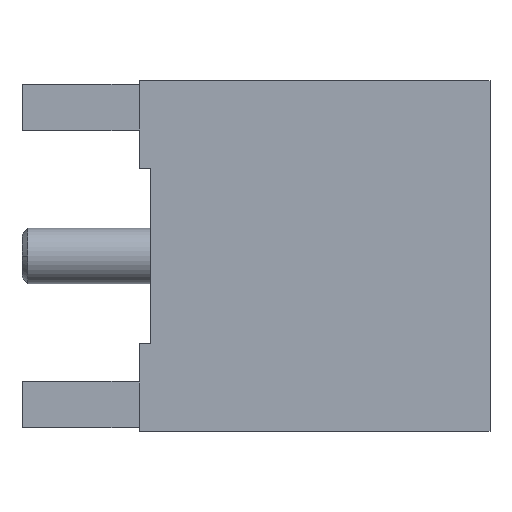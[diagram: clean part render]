
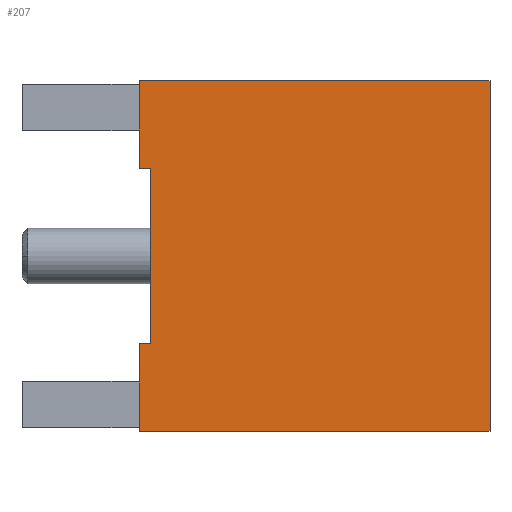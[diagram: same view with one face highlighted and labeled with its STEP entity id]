
A CAD part, front view. The second image highlights one B-rep face of the part: STEP entity #207.
In plain terms, the highlighted planar face has unit normal (0, -1, 0).
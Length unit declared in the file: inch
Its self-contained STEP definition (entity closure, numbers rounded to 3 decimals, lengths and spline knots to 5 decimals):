
#70 = CARTESIAN_POINT ( 'NONE',  ( -0.23622, -0.11811, 0.11811 ) ) ;
#90 = VECTOR ( 'NONE', #1745, 39.37008 ) ;
#207 = ADVANCED_FACE ( 'NONE', ( #5465 ), #5406, .T. ) ;
#266 = CARTESIAN_POINT ( 'NONE',  ( 0., -0.11811, 0. ) ) ;
#309 = CARTESIAN_POINT ( 'NONE',  ( -0.23622, -0.11811, -0.11811 ) ) ;
#504 = LINE ( 'NONE', #4746, #1702 ) ;
#537 = ORIENTED_EDGE ( 'NONE', *, *, #4602, .T. ) ;
#553 = EDGE_CURVE ( 'NONE', #6108, #2653, #2700, .T. ) ;
#555 = EDGE_CURVE ( 'NONE', #6108, #3119, #5162, .T. ) ;
#657 = DIRECTION ( 'NONE',  ( 0., 0., 1. ) ) ;
#894 = CARTESIAN_POINT ( 'NONE',  ( -0.23622, -0.11811, 0. ) ) ;
#940 = CARTESIAN_POINT ( 'NONE',  ( 0., -0.11811, -0.11811 ) ) ;
#941 = LINE ( 'NONE', #2733, #1231 ) ;
#1048 = DIRECTION ( 'NONE',  ( 0., -1., 0. ) ) ;
#1214 = LINE ( 'NONE', #266, #4560 ) ;
#1231 = VECTOR ( 'NONE', #4731, 39.37008 ) ;
#1283 = CARTESIAN_POINT ( 'NONE',  ( -0.23228, -0.11811, -0.05906 ) ) ;
#1482 = ORIENTED_EDGE ( 'NONE', *, *, #2342, .T. ) ;
#1633 = ORIENTED_EDGE ( 'NONE', *, *, #5418, .T. ) ;
#1663 = VERTEX_POINT ( 'NONE', #940 ) ;
#1702 = VECTOR ( 'NONE', #2440, 39.37008 ) ;
#1745 = DIRECTION ( 'NONE',  ( -1., 0., 0. ) ) ;
#2128 = CARTESIAN_POINT ( 'NONE',  ( -0.11811, -0.11811, -0.11811 ) ) ;
#2201 = DIRECTION ( 'NONE',  ( 0., 0., -1. ) ) ;
#2342 = EDGE_CURVE ( 'NONE', #3950, #2653, #941, .T. ) ;
#2440 = DIRECTION ( 'NONE',  ( -1., 0., 0. ) ) ;
#2469 = CARTESIAN_POINT ( 'NONE',  ( -0.22835, -0.11811, 0.05906 ) ) ;
#2482 = EDGE_CURVE ( 'NONE', #3950, #6036, #3723, .T. ) ;
#2653 = VERTEX_POINT ( 'NONE', #3215 ) ;
#2700 = LINE ( 'NONE', #1283, #4613 ) ;
#2733 = CARTESIAN_POINT ( 'NONE',  ( -0.22835, -0.11811, 0. ) ) ;
#2859 = DIRECTION ( 'NONE',  ( 0., 0., -1. ) ) ;
#3024 = VECTOR ( 'NONE', #5665, 39.37008 ) ;
#3119 = VERTEX_POINT ( 'NONE', #309 ) ;
#3160 = EDGE_CURVE ( 'NONE', #1663, #3119, #4056, .T. ) ;
#3215 = CARTESIAN_POINT ( 'NONE',  ( -0.22835, -0.11811, -0.05906 ) ) ;
#3231 = CARTESIAN_POINT ( 'NONE',  ( -0.23622, -0.11811, 0.05906 ) ) ;
#3548 = VECTOR ( 'NONE', #2859, 39.37008 ) ;
#3699 = CARTESIAN_POINT ( 'NONE',  ( -0.23622, -0.11811, -0.05906 ) ) ;
#3703 = CARTESIAN_POINT ( 'NONE',  ( -0.23622, -0.11811, 0. ) ) ;
#3723 = LINE ( 'NONE', #4235, #3024 ) ;
#3795 = VECTOR ( 'NONE', #6213, 39.37008 ) ;
#3876 = ORIENTED_EDGE ( 'NONE', *, *, #2482, .F. ) ;
#3950 = VERTEX_POINT ( 'NONE', #2469 ) ;
#3955 = VERTEX_POINT ( 'NONE', #70 ) ;
#3989 = VERTEX_POINT ( 'NONE', #5786 ) ;
#4004 = ORIENTED_EDGE ( 'NONE', *, *, #3160, .F. ) ;
#4056 = LINE ( 'NONE', #2128, #90 ) ;
#4128 = AXIS2_PLACEMENT_3D ( 'NONE', #4511, #1048, #657 ) ;
#4235 = CARTESIAN_POINT ( 'NONE',  ( -0.23228, -0.11811, 0.05906 ) ) ;
#4511 = CARTESIAN_POINT ( 'NONE',  ( 0.00039, -0.11811, -0.1185 ) ) ;
#4523 = ORIENTED_EDGE ( 'NONE', *, *, #5329, .F. ) ;
#4560 = VECTOR ( 'NONE', #2201, 39.37008 ) ;
#4602 = EDGE_CURVE ( 'NONE', #3989, #3955, #504, .T. ) ;
#4613 = VECTOR ( 'NONE', #4776, 39.37008 ) ;
#4731 = DIRECTION ( 'NONE',  ( 0., 0., -1. ) ) ;
#4746 = CARTESIAN_POINT ( 'NONE',  ( -0.11811, -0.11811, 0.11811 ) ) ;
#4776 = DIRECTION ( 'NONE',  ( 1., 0., 0. ) ) ;
#4983 = ORIENTED_EDGE ( 'NONE', *, *, #553, .F. ) ;
#5162 = LINE ( 'NONE', #3703, #3795 ) ;
#5232 = ORIENTED_EDGE ( 'NONE', *, *, #555, .T. ) ;
#5241 = LINE ( 'NONE', #894, #3548 ) ;
#5329 = EDGE_CURVE ( 'NONE', #3989, #1663, #1214, .T. ) ;
#5406 = PLANE ( 'NONE',  #4128 ) ;
#5418 = EDGE_CURVE ( 'NONE', #3955, #6036, #5241, .T. ) ;
#5465 = FACE_OUTER_BOUND ( 'NONE', #6059, .T. ) ;
#5665 = DIRECTION ( 'NONE',  ( -1., 0., 0. ) ) ;
#5786 = CARTESIAN_POINT ( 'NONE',  ( 0., -0.11811, 0.11811 ) ) ;
#6036 = VERTEX_POINT ( 'NONE', #3231 ) ;
#6059 = EDGE_LOOP ( 'NONE', ( #537, #1633, #3876, #1482, #4983, #5232, #4004, #4523 ) ) ;
#6108 = VERTEX_POINT ( 'NONE', #3699 ) ;
#6213 = DIRECTION ( 'NONE',  ( 0., 0., -1. ) ) ;
